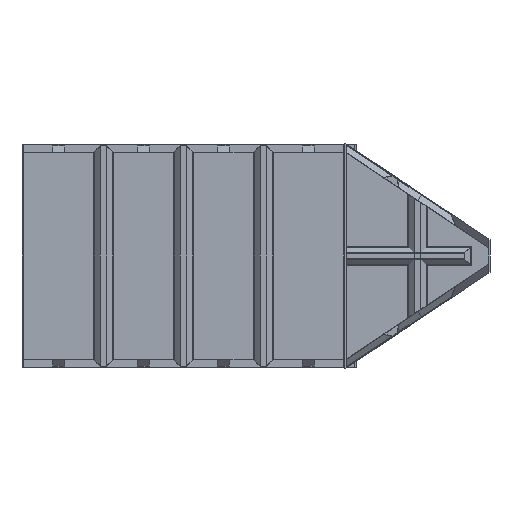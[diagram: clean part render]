
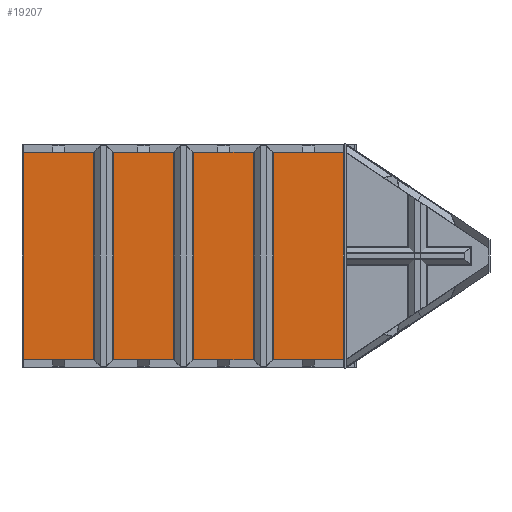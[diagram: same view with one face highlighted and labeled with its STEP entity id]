
A CAD part, front view. The second image highlights one B-rep face of the part: STEP entity #19207.
In plain terms, the highlighted planar face has unit normal (0, -1, 0).
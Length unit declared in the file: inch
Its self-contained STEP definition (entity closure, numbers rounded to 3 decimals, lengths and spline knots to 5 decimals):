
#246 = LINE ( 'NONE', #8171, #793 ) ;
#456 = PLANE ( 'NONE',  #5518 ) ;
#793 = VECTOR ( 'NONE', #4857, 39.37008 ) ;
#851 = VERTEX_POINT ( 'NONE', #12247 ) ;
#2538 = ORIENTED_EDGE ( 'NONE', *, *, #16651, .F. ) ;
#2845 = EDGE_LOOP ( 'NONE', ( #5456, #2538, #3267, #13779 ) ) ;
#2952 = EDGE_CURVE ( 'NONE', #11160, #851, #3257, .T. ) ;
#3257 = LINE ( 'NONE', #11798, #6413 ) ;
#3267 = ORIENTED_EDGE ( 'NONE', *, *, #17360, .F. ) ;
#4502 = DIRECTION ( 'NONE',  ( 0., 0., 1. ) ) ;
#4604 = CARTESIAN_POINT ( 'NONE',  ( -26.75, -0.25, 0. ) ) ;
#4857 = DIRECTION ( 'NONE',  ( 1., 0., 0. ) ) ;
#5456 = ORIENTED_EDGE ( 'NONE', *, *, #2952, .F. ) ;
#5518 = AXIS2_PLACEMENT_3D ( 'NONE', #8283, #8180, #14042 ) ;
#6094 = CARTESIAN_POINT ( 'NONE',  ( -26.75, -0.25, -17.35 ) ) ;
#6413 = VECTOR ( 'NONE', #9363, 39.37008 ) ;
#8171 = CARTESIAN_POINT ( 'NONE',  ( 0., -0.25, 17.35 ) ) ;
#8180 = DIRECTION ( 'NONE',  ( 0., -1., 0. ) ) ;
#8283 = CARTESIAN_POINT ( 'NONE',  ( 0., -0.25, 0. ) ) ;
#9114 = VECTOR ( 'NONE', #4502, 39.37008 ) ;
#9363 = DIRECTION ( 'NONE',  ( 0., 0., -1. ) ) ;
#9607 = CARTESIAN_POINT ( 'NONE',  ( 0., -0.25, -17.35 ) ) ;
#9647 = VERTEX_POINT ( 'NONE', #19295 ) ;
#9706 = DIRECTION ( 'NONE',  ( -1., 0., 0. ) ) ;
#10093 = VECTOR ( 'NONE', #9706, 39.37008 ) ;
#10194 = EDGE_CURVE ( 'NONE', #851, #12458, #18776, .T. ) ;
#11160 = VERTEX_POINT ( 'NONE', #15478 ) ;
#11798 = CARTESIAN_POINT ( 'NONE',  ( 26.75, -0.25, 0. ) ) ;
#12247 = CARTESIAN_POINT ( 'NONE',  ( 26.75, -0.25, -17.35 ) ) ;
#12458 = VERTEX_POINT ( 'NONE', #6094 ) ;
#13485 = LINE ( 'NONE', #4604, #9114 ) ;
#13779 = ORIENTED_EDGE ( 'NONE', *, *, #10194, .F. ) ;
#14042 = DIRECTION ( 'NONE',  ( 0., 0., -1. ) ) ;
#15478 = CARTESIAN_POINT ( 'NONE',  ( 26.75, -0.25, 17.35 ) ) ;
#15844 = FACE_OUTER_BOUND ( 'NONE', #2845, .T. ) ;
#16651 = EDGE_CURVE ( 'NONE', #9647, #11160, #246, .T. ) ;
#17360 = EDGE_CURVE ( 'NONE', #12458, #9647, #13485, .T. ) ;
#18776 = LINE ( 'NONE', #9607, #10093 ) ;
#19207 = ADVANCED_FACE ( 'NONE', ( #15844 ), #456, .T. ) ;
#19295 = CARTESIAN_POINT ( 'NONE',  ( -26.75, -0.25, 17.35 ) ) ;
